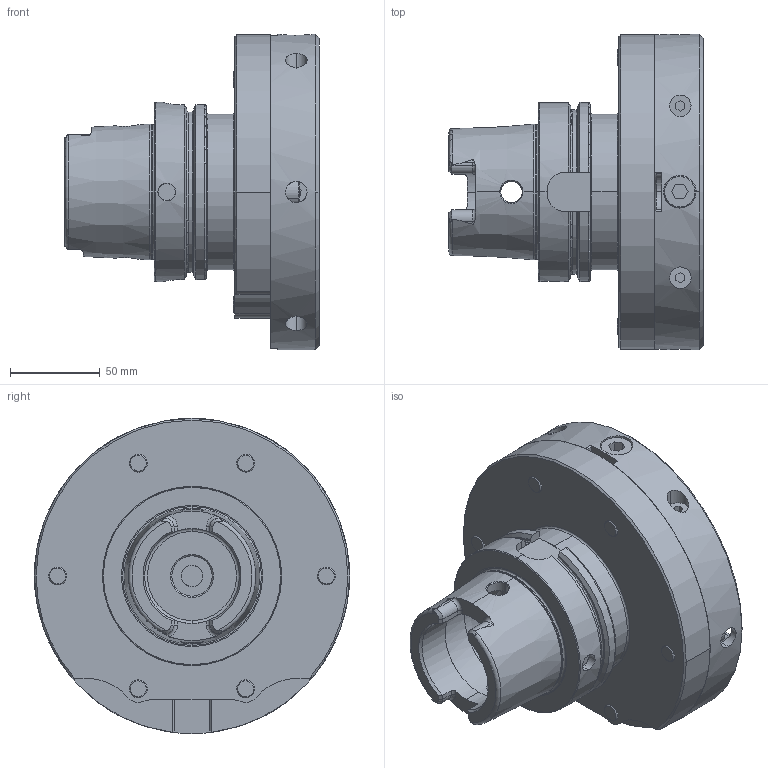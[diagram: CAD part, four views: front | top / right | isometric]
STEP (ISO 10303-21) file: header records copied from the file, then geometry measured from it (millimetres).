
FILE_DESCRIPTION (( 'STEP AP203' ), '1' );
FILE_NAME ('HA0-So2.176.065.STEP', '2021-03-15T15:26:02', ( '' ), ( '' ), 'SwSTEP 2.0', 'SolidWorks 2017', '' );
FILE_SCHEMA (( 'CONFIG_CONTROL_DESIGN' ));
Length unit declared in the file: millimetre
Products named in the file (5): DIN 3771 - 13x1.5; 45800; HA0-So2.176.065; HA0-So2.176.065_A_Rohling; ISO 7379 - 12 x 12_PreviewCfg
Assembly tree (9 placements, depth 2):
  HA0-So2.176.065
    HA0-So2.176.065_A_Rohling
    45800
    ISO 7379 - 12 x 12_PreviewCfg  x6
    DIN 3771 - 13x1.5
Bounding box: 141.9 x 176 x 176 mm (x, y, z)
Volume: 1351475.4 mm3; surface area: 209333.5 mm2
Topology: 16 solids, 16 shells, 683 faces, 1630 edges, 996 vertices
Faces by surface type: plane 242, cylinder 236, cone 134, torus 51, bspline 20
Entity records: 25707 total; most frequent: CARTESIAN_POINT 13028, ORIENTED_EDGE 2536, DIRECTION 2472, EDGE_CURVE 1268, AXIS2_PLACEMENT_3D 961, VERTEX_POINT 791, EDGE_LOOP 585, LINE 550
